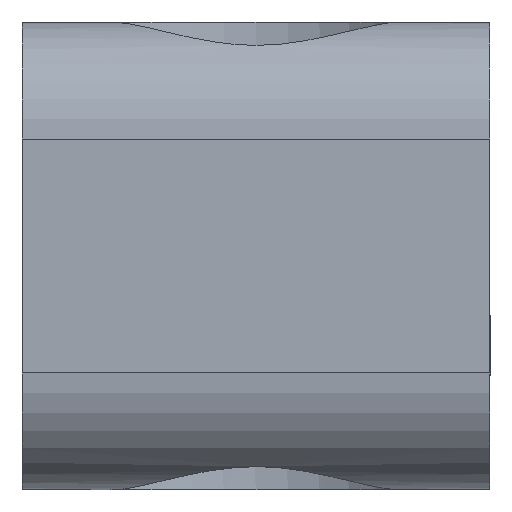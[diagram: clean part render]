
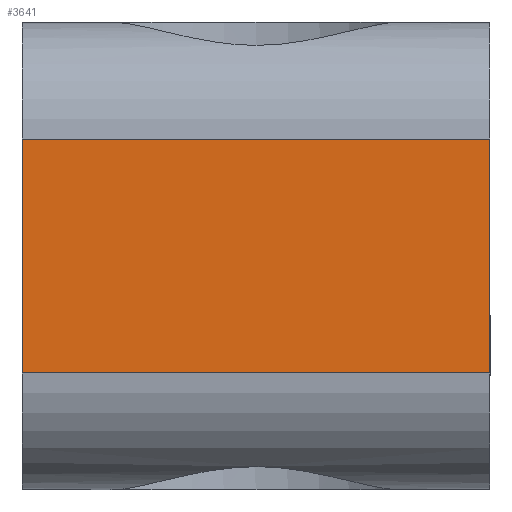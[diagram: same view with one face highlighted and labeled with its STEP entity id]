
A CAD part, left-side view. The second image highlights one B-rep face of the part: STEP entity #3641.
In plain terms, the highlighted planar face has unit normal (-1, 0, 0).
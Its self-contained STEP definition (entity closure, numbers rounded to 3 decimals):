
#948=ORIENTED_EDGE('',*,*,#1577,.T.);
#949=ORIENTED_EDGE('',*,*,#1714,.F.);
#950=ORIENTED_EDGE('',*,*,#1569,.F.);
#951=ORIENTED_EDGE('',*,*,#1715,.F.);
#1569=EDGE_CURVE('',#2067,#2066,#2379,.T.);
#1577=EDGE_CURVE('',#2073,#2072,#2382,.T.);
#1714=EDGE_CURVE('',#2066,#2072,#2470,.T.);
#1715=EDGE_CURVE('',#2073,#2067,#2471,.T.);
#2066=VERTEX_POINT('',#5681);
#2067=VERTEX_POINT('',#5684);
#2072=VERTEX_POINT('',#5698);
#2073=VERTEX_POINT('',#5700);
#2379=LINE('',#5685,#2735);
#2382=LINE('',#5699,#2738);
#2470=LINE('',#5996,#2826);
#2471=LINE('',#5997,#2827);
#2735=VECTOR('',#4452,1000.);
#2738=VECTOR('',#4467,1000.);
#2826=VECTOR('',#4839,1000.);
#2827=VECTOR('',#4840,1000.);
#3061=EDGE_LOOP('',(#948,#949,#950,#951));
#3315=FACE_BOUND('',#3061,.T.);
#3483=PLANE('',#3974);
#3641=ADVANCED_FACE('',(#3315),#3483,.F.);
#3974=AXIS2_PLACEMENT_3D('',#5995,#4837,#4838);
#4452=DIRECTION('',(0.,0.,-1.));
#4467=DIRECTION('',(0.,0.,-1.));
#4837=DIRECTION('',(1.,0.,0.));
#4838=DIRECTION('',(0.,0.,1.));
#4839=DIRECTION('',(0.,1.,0.));
#4840=DIRECTION('',(0.,-1.,0.));
#5681=CARTESIAN_POINT('',(255.,0.,-2.5));
#5684=CARTESIAN_POINT('',(255.,0.,2.5));
#5685=CARTESIAN_POINT('',(255.,0.,0.));
#5698=CARTESIAN_POINT('',(255.,10.,-2.5));
#5699=CARTESIAN_POINT('',(255.,10.,0.));
#5700=CARTESIAN_POINT('',(255.,10.,2.5));
#5995=CARTESIAN_POINT('',(255.,0.,0.));
#5996=CARTESIAN_POINT('',(255.,10.,-2.5));
#5997=CARTESIAN_POINT('',(255.,0.,2.5));
